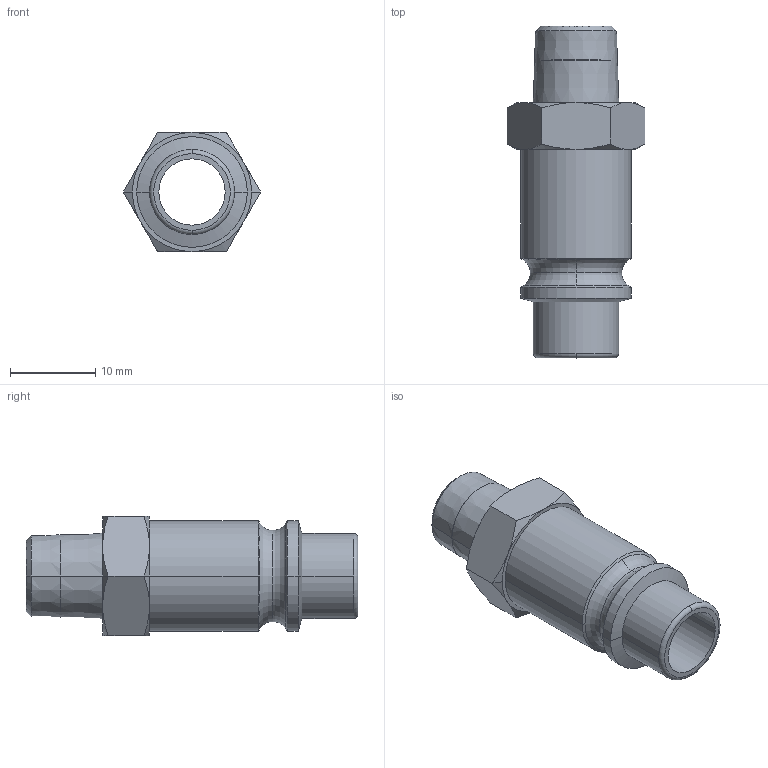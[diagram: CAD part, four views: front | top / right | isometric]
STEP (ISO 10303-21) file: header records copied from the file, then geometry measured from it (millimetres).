
FILE_DESCRIPTION(('STEP AP214'),'1');
FILE_NAME('esac_18_nas.stp','2020-03-05T09:33:19',('TraceParts'),('TraceParts S.A.'),'Spatial InterOp 3D',' ',' ');
FILE_SCHEMA(('automotive_design'));
Length unit declared in the file: millimetre
Products named in the file (1): 1
Bounding box: 16.17 x 39 x 14 mm (x, y, z)
Volume: 2507.4 mm3; surface area: 2675.8 mm2
Topology: 1 solids, 1 shells, 56 faces, 123 edges, 73 vertices
Faces by surface type: cone 28, plane 12, cylinder 10, torus 6
Entity records: 2030 total; most frequent: CARTESIAN_POINT 349, DIRECTION 280, ORIENTED_EDGE 246, AXIS2_PLACEMENT_3D 124, EDGE_CURVE 123, VERTEX_POINT 73, CIRCLE 67, EDGE_LOOP 62
